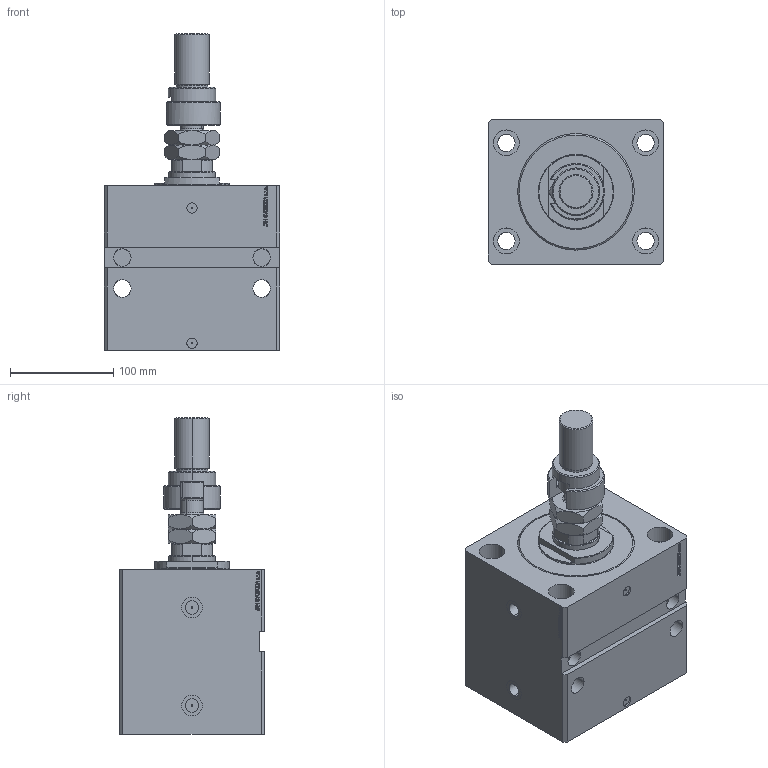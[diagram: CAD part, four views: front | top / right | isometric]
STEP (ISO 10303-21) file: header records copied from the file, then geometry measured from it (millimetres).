
FILE_DESCRIPTION (( 'STEP AP203' ), '1' );
FILE_NAME ('bb5c.STEP', '2023-10-07T15:23:50', ( '' ), ( '' ), 'SwSTEP 2.0', 'SolidWorks 2019', '' );
FILE_SCHEMA (( 'CONFIG_CONTROL_DESIGN' ));
Length unit declared in the file: millimetre
Products named in the file (7): MFA 15ed1d2ed7aca328ceede73ed7c0234c; V250CE_VC_E 15ed1d2ed7aca328ceede73ed7c0234c; DFA 15ed1d2ed7aca328ceede73ed7c0234c; FEMALE_PART_FOR_DFA 15ed1d2ed7aca328ceede73ed7c0234c; V250CE_E_Body 15ed1d2ed7aca328ceede73ed7c0234c; V250CE_C_VCP 15ed1d2ed7aca328ceede73ed7c0234c; bb5c
Assembly tree (6 placements, depth 3):
  bb5c
    V250CE_E_Body 15ed1d2ed7aca328ceede73ed7c0234c
    V250CE_C_VCP 15ed1d2ed7aca328ceede73ed7c0234c
    V250CE_VC_E 15ed1d2ed7aca328ceede73ed7c0234c
    DFA 15ed1d2ed7aca328ceede73ed7c0234c
      FEMALE_PART_FOR_DFA 15ed1d2ed7aca328ceede73ed7c0234c
      MFA 15ed1d2ed7aca328ceede73ed7c0234c
Bounding box: 170 x 140 x 307 mm (x, y, z)
Volume: 3374310.1 mm3; surface area: 359465.9 mm2
Topology: 5 solids, 5 shells, 1038 faces, 2622 edges, 1703 vertices
Faces by surface type: plane 499, bspline 368, cylinder 109, cone 52, torus 10
Entity records: 49143 total; most frequent: CARTESIAN_POINT 25965, ORIENTED_EDGE 5240, DIRECTION 3390, EDGE_CURVE 2620, VERTEX_POINT 1703, LINE 1554, VECTOR 1554, EDGE_LOOP 1177
